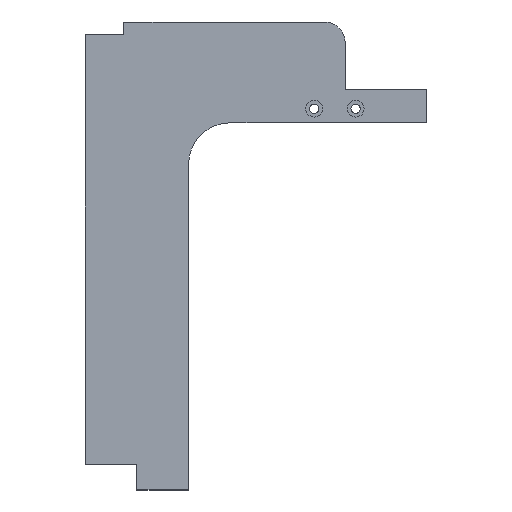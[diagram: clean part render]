
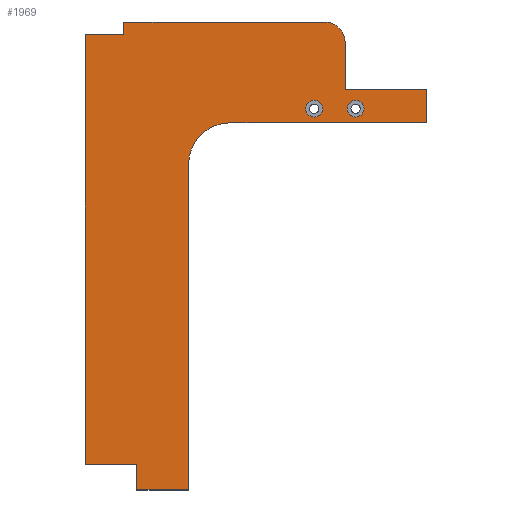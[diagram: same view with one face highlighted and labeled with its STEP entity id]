
A CAD part, top view. The second image highlights one B-rep face of the part: STEP entity #1969.
In plain terms, the highlighted face is planar.
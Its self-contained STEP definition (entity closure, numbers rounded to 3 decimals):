
#5 = EDGE_CURVE ( 'NONE', #275, #980, #1424, .T. ) ;
#27 = LINE ( 'NONE', #1025, #96 ) ;
#50 = CARTESIAN_POINT ( 'NONE',  ( 88.611, 28.5, 0. ) ) ;
#64 = EDGE_LOOP ( 'NONE', ( #555, #1308 ) ) ;
#67 = ORIENTED_EDGE ( 'NONE', *, *, #753, .T. ) ;
#94 = VERTEX_POINT ( 'NONE', #517 ) ;
#96 = VECTOR ( 'NONE', #122, 1000. ) ;
#108 = DIRECTION ( 'NONE',  ( -1., 0., 0. ) ) ;
#120 = CARTESIAN_POINT ( 'NONE',  ( 100.58, 21., 0. ) ) ;
#122 = DIRECTION ( 'NONE',  ( 1., 0., 0. ) ) ;
#152 = EDGE_CURVE ( 'NONE', #884, #1789, #396, .T. ) ;
#156 = LINE ( 'NONE', #1068, #1871 ) ;
#162 = CARTESIAN_POINT ( 'NONE',  ( 56., 50., 0. ) ) ;
#176 = CARTESIAN_POINT ( 'NONE',  ( 20., 176., 0. ) ) ;
#177 = DIRECTION ( 'NONE',  ( -1., 0., 0. ) ) ;
#180 = CARTESIAN_POINT ( 'NONE',  ( 15., 0., 0. ) ) ;
#181 = DIRECTION ( 'NONE',  ( 1., 0., 0. ) ) ;
#195 = DIRECTION ( 'NONE',  ( 0., 0., -1. ) ) ;
#207 = CARTESIAN_POINT ( 'NONE',  ( 107.861, 28.5, 0. ) ) ;
#240 = CIRCLE ( 'NONE', #507, 3.25 ) ;
#247 = ORIENTED_EDGE ( 'NONE', *, *, #1404, .T. ) ;
#249 = AXIS2_PLACEMENT_3D ( 'NONE', #162, #1538, #1071 ) ;
#252 = DIRECTION ( 'NONE',  ( 0., 0., -1. ) ) ;
#268 = ORIENTED_EDGE ( 'NONE', *, *, #5, .T. ) ;
#271 = CIRCLE ( 'NONE', #520, 3.25 ) ;
#275 = VERTEX_POINT ( 'NONE', #434 ) ;
#280 = CARTESIAN_POINT ( 'NONE',  ( 40., 176., 0. ) ) ;
#283 = CARTESIAN_POINT ( 'NONE',  ( 15., 0., 0. ) ) ;
#327 = DIRECTION ( 'NONE',  ( 0., 0., -1. ) ) ;
#334 = CARTESIAN_POINT ( 'NONE',  ( 104.611, 28.5, 0. ) ) ;
#336 = ORIENTED_EDGE ( 'NONE', *, *, #152, .T. ) ;
#343 = CARTESIAN_POINT ( 'NONE',  ( 56., 50., 0. ) ) ;
#358 = VECTOR ( 'NONE', #177, 1000. ) ;
#359 = EDGE_CURVE ( 'NONE', #1438, #1737, #1614, .T. ) ;
#374 = DIRECTION ( 'NONE',  ( 1., 0., 0. ) ) ;
#382 = EDGE_CURVE ( 'NONE', #1385, #1895, #156, .T. ) ;
#391 = VERTEX_POINT ( 'NONE', #1533 ) ;
#396 = LINE ( 'NONE', #1162, #420 ) ;
#403 = DIRECTION ( 'NONE',  ( -1., 0., 0. ) ) ;
#404 = ORIENTED_EDGE ( 'NONE', *, *, #691, .F. ) ;
#414 = ORIENTED_EDGE ( 'NONE', *, *, #1944, .T. ) ;
#420 = VECTOR ( 'NONE', #403, 1000. ) ;
#422 = VECTOR ( 'NONE', #1965, 1000. ) ;
#434 = CARTESIAN_POINT ( 'NONE',  ( 15., -5., 0. ) ) ;
#452 = DIRECTION ( 'NONE',  ( 0., -1., 0. ) ) ;
#468 = PLANE ( 'NONE',  #249 ) ;
#475 = CIRCLE ( 'NONE', #850, 16. ) ;
#507 = AXIS2_PLACEMENT_3D ( 'NONE', #1581, #1893, #968 ) ;
#517 = CARTESIAN_POINT ( 'NONE',  ( 0., 166., 0. ) ) ;
#520 = AXIS2_PLACEMENT_3D ( 'NONE', #1593, #1760, #374 ) ;
#531 = VECTOR ( 'NONE', #1520, 1000. ) ;
#533 = EDGE_LOOP ( 'NONE', ( #1489, #404, #268, #414, #1726, #1771, #583, #1066, #1892, #695, #984, #247, #336, #67 ) ) ;
#548 = FACE_OUTER_BOUND ( 'NONE', #533, .T. ) ;
#554 = EDGE_CURVE ( 'NONE', #1737, #1438, #271, .T. ) ;
#555 = ORIENTED_EDGE ( 'NONE', *, *, #554, .F. ) ;
#575 = LINE ( 'NONE', #612, #531 ) ;
#583 = ORIENTED_EDGE ( 'NONE', *, *, #1502, .F. ) ;
#586 = VERTEX_POINT ( 'NONE', #1007 ) ;
#612 = CARTESIAN_POINT ( 'NONE',  ( 0., 166., 0. ) ) ;
#619 = AXIS2_PLACEMENT_3D ( 'NONE', #50, #327, #1374 ) ;
#634 = CARTESIAN_POINT ( 'NONE',  ( 104.173, 34., 0. ) ) ;
#671 = CIRCLE ( 'NONE', #825, 3.25 ) ;
#682 = VECTOR ( 'NONE', #1309, 1000. ) ;
#691 = EDGE_CURVE ( 'NONE', #275, #586, #27, .T. ) ;
#695 = ORIENTED_EDGE ( 'NONE', *, *, #1528, .F. ) ;
#705 = CARTESIAN_POINT ( 'NONE',  ( 91.861, 28.5, 0. ) ) ;
#753 = EDGE_CURVE ( 'NONE', #1789, #1333, #1948, .T. ) ;
#755 = VECTOR ( 'NONE', #1641, 1000. ) ;
#761 = LINE ( 'NONE', #1517, #1506 ) ;
#825 = AXIS2_PLACEMENT_3D ( 'NONE', #334, #1391, #181 ) ;
#850 = AXIS2_PLACEMENT_3D ( 'NONE', #343, #195, #1862 ) ;
#875 = CARTESIAN_POINT ( 'NONE',  ( 100.58, 21., 0. ) ) ;
#884 = VERTEX_POINT ( 'NONE', #1527 ) ;
#891 = CARTESIAN_POINT ( 'NONE',  ( 20., 166., 0. ) ) ;
#897 = EDGE_CURVE ( 'NONE', #94, #391, #575, .T. ) ;
#912 = DIRECTION ( 'NONE',  ( 0., -1., 0. ) ) ;
#942 = EDGE_CURVE ( 'NONE', #1222, #1360, #1456, .T. ) ;
#947 = VECTOR ( 'NONE', #452, 1000. ) ;
#951 = DIRECTION ( 'NONE',  ( 0., 1., 0. ) ) ;
#968 = DIRECTION ( 'NONE',  ( 1., 0., 0. ) ) ;
#969 = EDGE_CURVE ( 'NONE', #1289, #1561, #671, .T. ) ;
#974 = CARTESIAN_POINT ( 'NONE',  ( 40., 50., 0. ) ) ;
#980 = VERTEX_POINT ( 'NONE', #1248 ) ;
#984 = ORIENTED_EDGE ( 'NONE', *, *, #942, .F. ) ;
#992 = FACE_BOUND ( 'NONE', #1442, .T. ) ;
#994 = EDGE_CURVE ( 'NONE', #1722, #1385, #1484, .T. ) ;
#1004 = CARTESIAN_POINT ( 'NONE',  ( 92.58, 3., 0. ) ) ;
#1007 = CARTESIAN_POINT ( 'NONE',  ( 92.58, -5., 0. ) ) ;
#1025 = CARTESIAN_POINT ( 'NONE',  ( 0., -5., 0. ) ) ;
#1046 = CIRCLE ( 'NONE', #1492, 8. ) ;
#1063 = FACE_BOUND ( 'NONE', #64, .T. ) ;
#1066 = ORIENTED_EDGE ( 'NONE', *, *, #382, .F. ) ;
#1068 = CARTESIAN_POINT ( 'NONE',  ( 40., 176., 0. ) ) ;
#1071 = DIRECTION ( 'NONE',  ( 1., 0., 0. ) ) ;
#1108 = CARTESIAN_POINT ( 'NONE',  ( 101.361, 28.5, 0. ) ) ;
#1154 = EDGE_CURVE ( 'NONE', #1333, #586, #1046, .T. ) ;
#1162 = CARTESIAN_POINT ( 'NONE',  ( 56., 21., 0. ) ) ;
#1176 = ORIENTED_EDGE ( 'NONE', *, *, #1657, .F. ) ;
#1217 = ORIENTED_EDGE ( 'NONE', *, *, #969, .F. ) ;
#1222 = VERTEX_POINT ( 'NONE', #1648 ) ;
#1247 = DIRECTION ( 'NONE',  ( -1., 0., 0. ) ) ;
#1248 = CARTESIAN_POINT ( 'NONE',  ( 15., 0., 0. ) ) ;
#1258 = LINE ( 'NONE', #891, #422 ) ;
#1289 = VERTEX_POINT ( 'NONE', #207 ) ;
#1308 = ORIENTED_EDGE ( 'NONE', *, *, #359, .F. ) ;
#1309 = DIRECTION ( 'NONE',  ( 0., -1., 0. ) ) ;
#1333 = VERTEX_POINT ( 'NONE', #1597 ) ;
#1348 = CARTESIAN_POINT ( 'NONE',  ( 56., 34., 0. ) ) ;
#1349 = LINE ( 'NONE', #180, #1929 ) ;
#1360 = VERTEX_POINT ( 'NONE', #1348 ) ;
#1374 = DIRECTION ( 'NONE',  ( 1., 0., 0. ) ) ;
#1383 = DIRECTION ( 'NONE',  ( -1., 0., 0. ) ) ;
#1385 = VERTEX_POINT ( 'NONE', #280 ) ;
#1391 = DIRECTION ( 'NONE',  ( 0., 0., -1. ) ) ;
#1404 = EDGE_CURVE ( 'NONE', #1222, #884, #761, .T. ) ;
#1424 = LINE ( 'NONE', #283, #755 ) ;
#1438 = VERTEX_POINT ( 'NONE', #1830 ) ;
#1442 = EDGE_LOOP ( 'NONE', ( #1217, #1176 ) ) ;
#1456 = LINE ( 'NONE', #634, #358 ) ;
#1484 = LINE ( 'NONE', #1558, #1701 ) ;
#1489 = ORIENTED_EDGE ( 'NONE', *, *, #1154, .T. ) ;
#1492 = AXIS2_PLACEMENT_3D ( 'NONE', #1004, #252, #108 ) ;
#1502 = EDGE_CURVE ( 'NONE', #1895, #1967, #1804, .T. ) ;
#1506 = VECTOR ( 'NONE', #912, 1000. ) ;
#1517 = CARTESIAN_POINT ( 'NONE',  ( 132.173, 571., 0. ) ) ;
#1520 = DIRECTION ( 'NONE',  ( 0., -1., 0. ) ) ;
#1527 = CARTESIAN_POINT ( 'NONE',  ( 132.173, 21., 0. ) ) ;
#1528 = EDGE_CURVE ( 'NONE', #1360, #1722, #475, .T. ) ;
#1533 = CARTESIAN_POINT ( 'NONE',  ( 0., 0., 0. ) ) ;
#1538 = DIRECTION ( 'NONE',  ( 0., 0., -1. ) ) ;
#1558 = CARTESIAN_POINT ( 'NONE',  ( 40., 50., 0. ) ) ;
#1561 = VERTEX_POINT ( 'NONE', #1108 ) ;
#1581 = CARTESIAN_POINT ( 'NONE',  ( 104.611, 28.5, 0. ) ) ;
#1593 = CARTESIAN_POINT ( 'NONE',  ( 88.611, 28.5, 0. ) ) ;
#1597 = CARTESIAN_POINT ( 'NONE',  ( 100.58, 3., 0. ) ) ;
#1614 = CIRCLE ( 'NONE', #619, 3.25 ) ;
#1641 = DIRECTION ( 'NONE',  ( 0., 1., 0. ) ) ;
#1648 = CARTESIAN_POINT ( 'NONE',  ( 132.173, 34., 0. ) ) ;
#1657 = EDGE_CURVE ( 'NONE', #1561, #1289, #240, .T. ) ;
#1687 = CARTESIAN_POINT ( 'NONE',  ( 20., 166., 0. ) ) ;
#1701 = VECTOR ( 'NONE', #951, 1000. ) ;
#1722 = VERTEX_POINT ( 'NONE', #974 ) ;
#1726 = ORIENTED_EDGE ( 'NONE', *, *, #897, .F. ) ;
#1737 = VERTEX_POINT ( 'NONE', #705 ) ;
#1760 = DIRECTION ( 'NONE',  ( 0., 0., -1. ) ) ;
#1771 = ORIENTED_EDGE ( 'NONE', *, *, #1853, .F. ) ;
#1789 = VERTEX_POINT ( 'NONE', #120 ) ;
#1804 = LINE ( 'NONE', #1844, #947 ) ;
#1830 = CARTESIAN_POINT ( 'NONE',  ( 85.361, 28.5, 0. ) ) ;
#1844 = CARTESIAN_POINT ( 'NONE',  ( 20., 176., 0. ) ) ;
#1853 = EDGE_CURVE ( 'NONE', #1967, #94, #1258, .T. ) ;
#1862 = DIRECTION ( 'NONE',  ( 1., 0., 0. ) ) ;
#1871 = VECTOR ( 'NONE', #1383, 1000. ) ;
#1892 = ORIENTED_EDGE ( 'NONE', *, *, #994, .F. ) ;
#1893 = DIRECTION ( 'NONE',  ( 0., 0., -1. ) ) ;
#1895 = VERTEX_POINT ( 'NONE', #176 ) ;
#1929 = VECTOR ( 'NONE', #1247, 1000. ) ;
#1944 = EDGE_CURVE ( 'NONE', #980, #391, #1349, .T. ) ;
#1948 = LINE ( 'NONE', #875, #682 ) ;
#1965 = DIRECTION ( 'NONE',  ( -1., 0., 0. ) ) ;
#1967 = VERTEX_POINT ( 'NONE', #1687 ) ;
#1969 = ADVANCED_FACE ( 'NONE', ( #548, #1063, #992 ), #468, .T. ) ;
